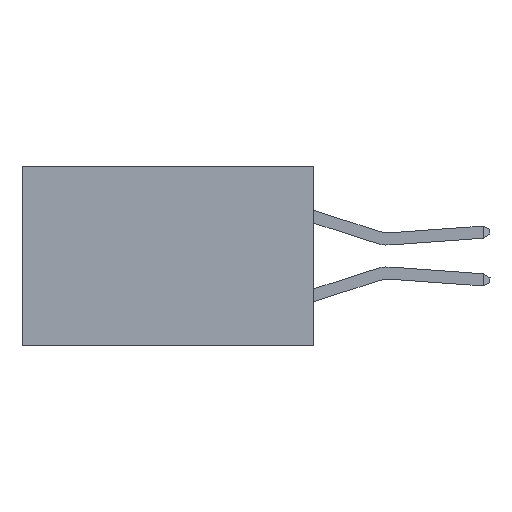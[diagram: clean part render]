
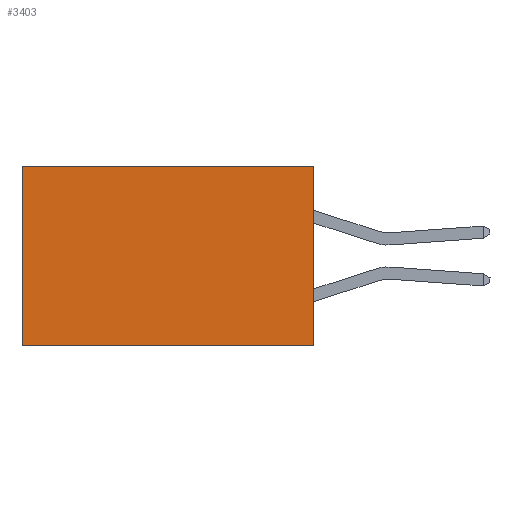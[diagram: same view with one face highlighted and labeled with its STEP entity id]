
A CAD part, left-side view. The second image highlights one B-rep face of the part: STEP entity #3403.
In plain terms, the highlighted planar face has unit normal (-1, 0, 0).
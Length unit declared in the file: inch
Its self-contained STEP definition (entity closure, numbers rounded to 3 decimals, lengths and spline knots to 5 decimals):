
#2530 = ORIENTED_EDGE ( 'NONE', *, *, #23454, .T. ) ;
#2683 = CARTESIAN_POINT ( 'NONE',  ( 0.2875, 0.6, 0. ) ) ;
#2901 = DIRECTION ( 'NONE',  ( 1., 0., 0. ) ) ;
#3403 = ADVANCED_FACE ( 'NONE', ( #11086 ), #33699, .F. ) ;
#4044 = DIRECTION ( 'NONE',  ( 0., 0., -1. ) ) ;
#4416 = CARTESIAN_POINT ( 'NONE',  ( 0.2875, 0., 0. ) ) ;
#4778 = VECTOR ( 'NONE', #8329, 39.37008 ) ;
#5322 = VERTEX_POINT ( 'NONE', #26141 ) ;
#5664 = VERTEX_POINT ( 'NONE', #6763 ) ;
#5937 = VERTEX_POINT ( 'NONE', #26400 ) ;
#5954 = ORIENTED_EDGE ( 'NONE', *, *, #15212, .F. ) ;
#5984 = DIRECTION ( 'NONE',  ( 0., 0., -1. ) ) ;
#6763 = CARTESIAN_POINT ( 'NONE',  ( 0.2875, 0.6, -0.37 ) ) ;
#8153 = LINE ( 'NONE', #33299, #4778 ) ;
#8329 = DIRECTION ( 'NONE',  ( 0., 1., 0. ) ) ;
#8476 = EDGE_CURVE ( 'NONE', #5322, #5664, #8153, .T. ) ;
#11034 = LINE ( 'NONE', #2683, #23036 ) ;
#11086 = FACE_OUTER_BOUND ( 'NONE', #26178, .T. ) ;
#12742 = VERTEX_POINT ( 'NONE', #19928 ) ;
#15212 = EDGE_CURVE ( 'NONE', #5937, #5322, #26668, .T. ) ;
#15635 = EDGE_CURVE ( 'NONE', #12742, #5664, #11034, .T. ) ;
#15738 = CARTESIAN_POINT ( 'NONE',  ( 0.2875, 0., 0. ) ) ;
#19928 = CARTESIAN_POINT ( 'NONE',  ( 0.2875, 0.6, 0. ) ) ;
#20685 = VECTOR ( 'NONE', #4044, 39.37008 ) ;
#21872 = VECTOR ( 'NONE', #32877, 39.37008 ) ;
#23036 = VECTOR ( 'NONE', #32757, 39.37008 ) ;
#23454 = EDGE_CURVE ( 'NONE', #5937, #12742, #24142, .T. ) ;
#24142 = LINE ( 'NONE', #15738, #21872 ) ;
#24615 = CARTESIAN_POINT ( 'NONE',  ( 0.2875, 0., 0. ) ) ;
#26141 = CARTESIAN_POINT ( 'NONE',  ( 0.2875, 0., -0.37 ) ) ;
#26178 = EDGE_LOOP ( 'NONE', ( #32016, #31302, #5954, #2530 ) ) ;
#26400 = CARTESIAN_POINT ( 'NONE',  ( 0.2875, 0., 0. ) ) ;
#26668 = LINE ( 'NONE', #4416, #20685 ) ;
#31302 = ORIENTED_EDGE ( 'NONE', *, *, #8476, .F. ) ;
#32016 = ORIENTED_EDGE ( 'NONE', *, *, #15635, .T. ) ;
#32757 = DIRECTION ( 'NONE',  ( 0., 0., -1. ) ) ;
#32877 = DIRECTION ( 'NONE',  ( 0., 1., 0. ) ) ;
#33299 = CARTESIAN_POINT ( 'NONE',  ( 0.2875, 0., -0.37 ) ) ;
#33699 = PLANE ( 'NONE',  #35806 ) ;
#35806 = AXIS2_PLACEMENT_3D ( 'NONE', #24615, #2901, #5984 ) ;
